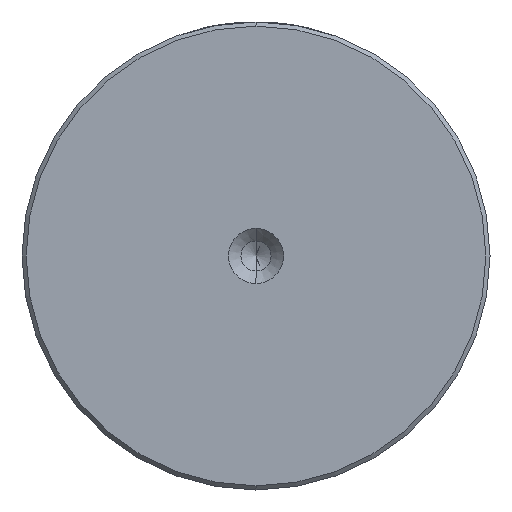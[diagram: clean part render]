
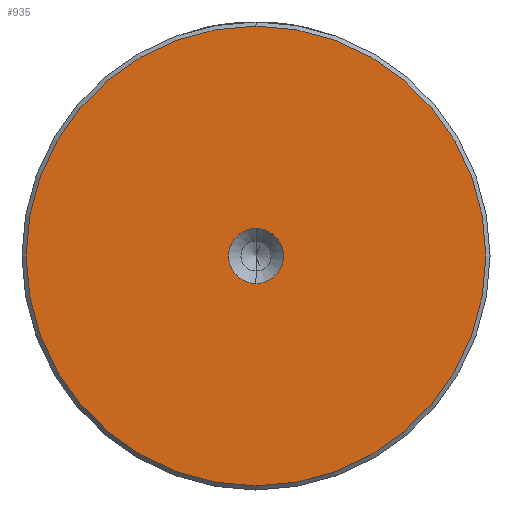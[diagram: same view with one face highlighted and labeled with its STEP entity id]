
A CAD part, left-side view. The second image highlights one B-rep face of the part: STEP entity #935.
In plain terms, the highlighted planar face has unit normal (-1, 0, 0).
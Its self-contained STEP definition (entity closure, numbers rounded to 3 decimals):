
#279 = CARTESIAN_POINT ( 'NONE',  ( 0., 0., 27.5 ) ) ;
#280 = CARTESIAN_POINT ( 'NONE',  ( 0., 0., 0. ) ) ;
#398 = ORIENTED_EDGE ( 'NONE', *, *, #1451, .F. ) ;
#405 = DIRECTION ( 'NONE',  ( -1., 0., 0. ) ) ;
#452 = VERTEX_POINT ( 'NONE', #2385 ) ;
#491 = VERTEX_POINT ( 'NONE', #279 ) ;
#520 = DIRECTION ( 'NONE',  ( 0., 0., 1. ) ) ;
#522 = CIRCLE ( 'NONE', #2562, 3.3 ) ;
#693 = VERTEX_POINT ( 'NONE', #2689 ) ;
#879 = EDGE_CURVE ( 'NONE', #491, #452, #1817, .T. ) ;
#935 = ADVANCED_FACE ( 'NONE', ( #2834, #1592 ), #1017, .T. ) ;
#1017 = PLANE ( 'NONE',  #2991 ) ;
#1051 = AXIS2_PLACEMENT_3D ( 'NONE', #2561, #1148, #2794 ) ;
#1062 = CARTESIAN_POINT ( 'NONE',  ( 0., 0., 0. ) ) ;
#1148 = DIRECTION ( 'NONE',  ( -1., 0., 0. ) ) ;
#1239 = CARTESIAN_POINT ( 'NONE',  ( 0., 0., 0. ) ) ;
#1300 = DIRECTION ( 'NONE',  ( 0., 0., 1. ) ) ;
#1312 = EDGE_LOOP ( 'NONE', ( #2147, #398 ) ) ;
#1418 = VERTEX_POINT ( 'NONE', #1985 ) ;
#1451 = EDGE_CURVE ( 'NONE', #693, #1418, #522, .T. ) ;
#1454 = CIRCLE ( 'NONE', #1051, 27.5 ) ;
#1569 = EDGE_CURVE ( 'NONE', #1418, #693, #2412, .T. ) ;
#1592 = FACE_BOUND ( 'NONE', #1312, .T. ) ;
#1738 = AXIS2_PLACEMENT_3D ( 'NONE', #280, #1931, #520 ) ;
#1817 = CIRCLE ( 'NONE', #1738, 27.5 ) ;
#1825 = CARTESIAN_POINT ( 'NONE',  ( 0., 0., 0. ) ) ;
#1838 = EDGE_LOOP ( 'NONE', ( #2921, #2477 ) ) ;
#1873 = AXIS2_PLACEMENT_3D ( 'NONE', #1825, #405, #2056 ) ;
#1931 = DIRECTION ( 'NONE',  ( -1., 0., 0. ) ) ;
#1985 = CARTESIAN_POINT ( 'NONE',  ( 0., 0., 3.3 ) ) ;
#2056 = DIRECTION ( 'NONE',  ( 0., 0., 1. ) ) ;
#2147 = ORIENTED_EDGE ( 'NONE', *, *, #1569, .F. ) ;
#2185 = DIRECTION ( 'NONE',  ( -1., 0., 0. ) ) ;
#2385 = CARTESIAN_POINT ( 'NONE',  ( 0., 0., -27.5 ) ) ;
#2412 = CIRCLE ( 'NONE', #1873, 3.3 ) ;
#2477 = ORIENTED_EDGE ( 'NONE', *, *, #879, .T. ) ;
#2561 = CARTESIAN_POINT ( 'NONE',  ( 0., 0., 0. ) ) ;
#2562 = AXIS2_PLACEMENT_3D ( 'NONE', #1062, #2710, #1300 ) ;
#2689 = CARTESIAN_POINT ( 'NONE',  ( 0., 0., -3.3 ) ) ;
#2710 = DIRECTION ( 'NONE',  ( -1., 0., 0. ) ) ;
#2794 = DIRECTION ( 'NONE',  ( 0., 0., 1. ) ) ;
#2834 = FACE_OUTER_BOUND ( 'NONE', #1838, .T. ) ;
#2885 = EDGE_CURVE ( 'NONE', #452, #491, #1454, .T. ) ;
#2886 = DIRECTION ( 'NONE',  ( 0., 0., 1. ) ) ;
#2921 = ORIENTED_EDGE ( 'NONE', *, *, #2885, .T. ) ;
#2991 = AXIS2_PLACEMENT_3D ( 'NONE', #1239, #2185, #2886 ) ;
